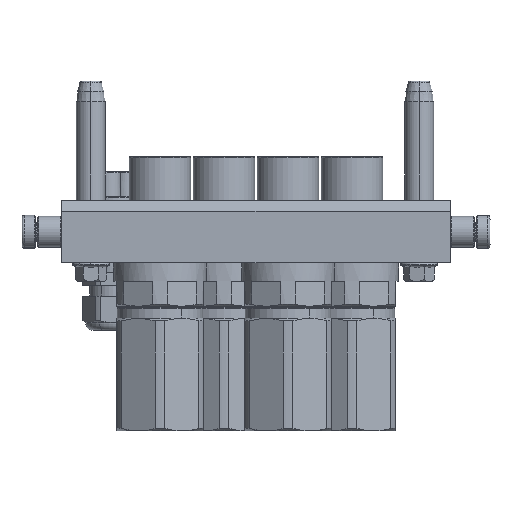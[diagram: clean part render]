
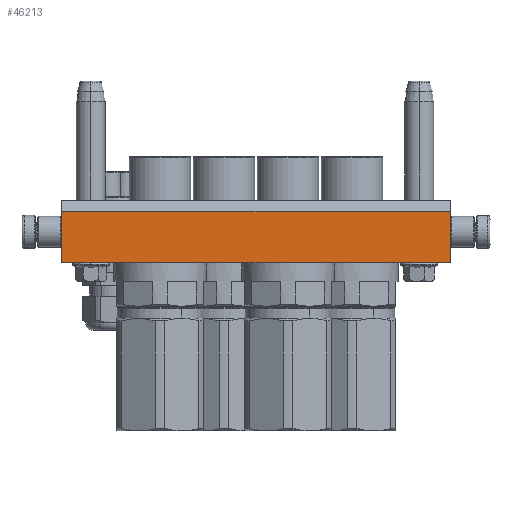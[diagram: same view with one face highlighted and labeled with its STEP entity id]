
A CAD part, left-side view. The second image highlights one B-rep face of the part: STEP entity #46213.
In plain terms, the highlighted face is planar.
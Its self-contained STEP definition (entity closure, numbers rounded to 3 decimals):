
#590 = VECTOR ( 'NONE', #31361, 1000. ) ;
#768 = DIRECTION ( 'NONE',  ( 1., 0., 0. ) ) ;
#1401 = LINE ( 'NONE', #10881, #590 ) ;
#2458 = EDGE_LOOP ( 'NONE', ( #40885, #47345, #44436, #53553 ) ) ;
#4562 = LINE ( 'NONE', #16982, #7795 ) ;
#7795 = VECTOR ( 'NONE', #57346, 1000. ) ;
#10460 = DIRECTION ( 'NONE',  ( 0., 1., 0. ) ) ;
#10545 = CARTESIAN_POINT ( 'NONE',  ( -94., -10., -45. ) ) ;
#10881 = CARTESIAN_POINT ( 'NONE',  ( 94., 15., -45. ) ) ;
#13864 = CARTESIAN_POINT ( 'NONE',  ( -94., -10., -45. ) ) ;
#14168 = FACE_OUTER_BOUND ( 'NONE', #2458, .T. ) ;
#16982 = CARTESIAN_POINT ( 'NONE',  ( 94., -10., -45. ) ) ;
#20608 = DIRECTION ( 'NONE',  ( 0., 0., -1. ) ) ;
#20821 = CARTESIAN_POINT ( 'NONE',  ( 94., -15., -45. ) ) ;
#22210 = CARTESIAN_POINT ( 'NONE',  ( 94., -10., -45. ) ) ;
#25277 = VERTEX_POINT ( 'NONE', #22210 ) ;
#27097 = EDGE_CURVE ( 'NONE', #55562, #29825, #1401, .T. ) ;
#29610 = VECTOR ( 'NONE', #10460, 1000. ) ;
#29825 = VERTEX_POINT ( 'NONE', #34483 ) ;
#31038 = DIRECTION ( 'NONE',  ( -1., 0., 0. ) ) ;
#31361 = DIRECTION ( 'NONE',  ( -1., 0., 0. ) ) ;
#32937 = EDGE_CURVE ( 'NONE', #45158, #29825, #48730, .T. ) ;
#34119 = LINE ( 'NONE', #10545, #60438 ) ;
#34483 = CARTESIAN_POINT ( 'NONE',  ( -94., 15., -45. ) ) ;
#40885 = ORIENTED_EDGE ( 'NONE', *, *, #32937, .T. ) ;
#40922 = CARTESIAN_POINT ( 'NONE',  ( -94., -10., -45. ) ) ;
#44436 = ORIENTED_EDGE ( 'NONE', *, *, #46356, .F. ) ;
#45158 = VERTEX_POINT ( 'NONE', #13864 ) ;
#46213 = ADVANCED_FACE ( 'NONE', ( #14168 ), #50666, .T. ) ;
#46305 = EDGE_CURVE ( 'NONE', #45158, #25277, #34119, .T. ) ;
#46356 = EDGE_CURVE ( 'NONE', #25277, #55562, #4562, .T. ) ;
#47345 = ORIENTED_EDGE ( 'NONE', *, *, #27097, .F. ) ;
#48730 = LINE ( 'NONE', #40922, #29610 ) ;
#50666 = PLANE ( 'NONE',  #50886 ) ;
#50886 = AXIS2_PLACEMENT_3D ( 'NONE', #20821, #20608, #31038 ) ;
#53553 = ORIENTED_EDGE ( 'NONE', *, *, #46305, .F. ) ;
#55562 = VERTEX_POINT ( 'NONE', #61927 ) ;
#57346 = DIRECTION ( 'NONE',  ( 0., 1., 0. ) ) ;
#60438 = VECTOR ( 'NONE', #768, 1000. ) ;
#61927 = CARTESIAN_POINT ( 'NONE',  ( 94., 15., -45. ) ) ;
